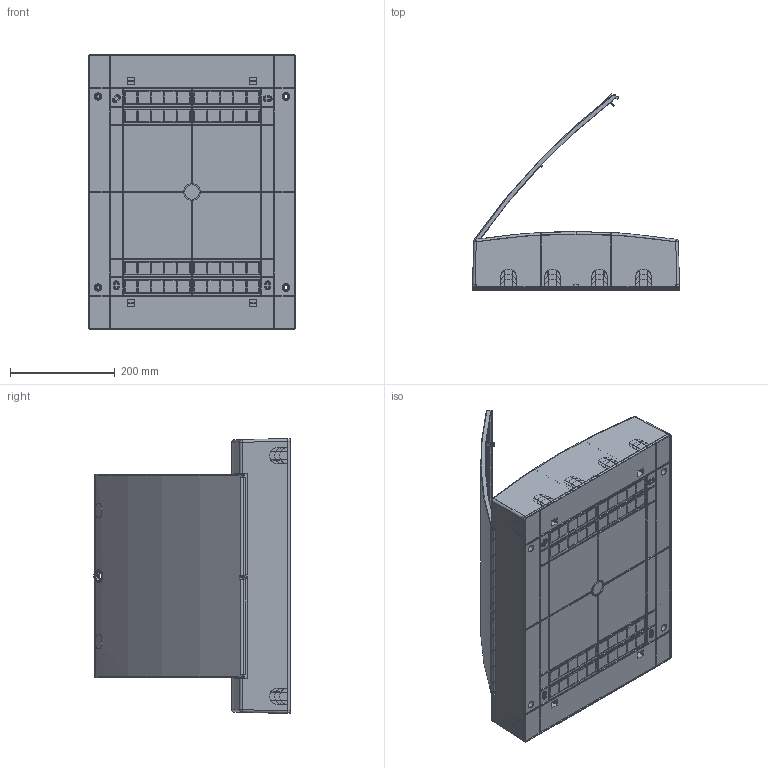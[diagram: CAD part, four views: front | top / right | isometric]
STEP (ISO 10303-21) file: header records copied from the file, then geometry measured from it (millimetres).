
FILE_DESCRIPTION (( 'STEP AP203' ), '1' );
FILE_NAME ('N3x18C.STEP', '2015-03-03T07:26:25', ( '' ), ( '' ), 'SwSTEP 2.0', 'SolidWorks 2014', '' );
FILE_SCHEMA (( 'CONFIG_CONTROL_DESIGN' ));
Length unit declared in the file: millimetre
Products named in the file (11): SABIRNICA 18_1; MASKA (N3x18C); limena sina 18_1; VRATA (N3x18C); N3x18C; DNO (N3x18C); telo sabirnice_1; sraf sabirnice_2; mesingana sabirnica; poklopac sabirnice_1
Assembly tree (27 placements, depth 4):
  N3x18C
    MASKA (N3x18C)
    VRATA (N3x18C)
    DNO (N3x18C)
    SABIRNICA 18_1
      telo sabirnice_1
      mesingana sabirnica  x2
        sraf sabirnice_2
        mesingana sabirnica
      poklopac sabirnice_1
    limena sina 18_1  x3
Bounding box: 395.8 x 375.36 x 525.6 mm (x, y, z)
Volume: 1839319.5 mm3; surface area: 1756888.8 mm2
Topology: 40 solids, 40 shells, 5233 faces, 14645 edges, 9630 vertices
Faces by surface type: plane 3211, cylinder 1122, cone 460, bspline 366, torus 66, sphere 8
Entity records: 164704 total; most frequent: CARTESIAN_POINT 51232, ORIENTED_EDGE 24718, DIRECTION 21569, EDGE_CURVE 12359, LINE 8331, VECTOR 8331, VERTEX_POINT 8106, AXIS2_PLACEMENT_3D 6619
